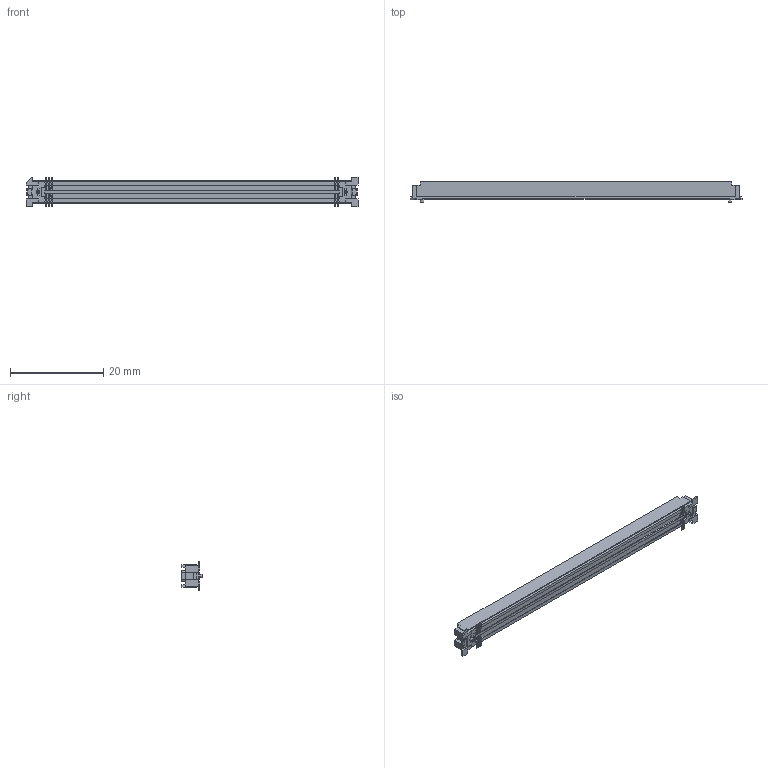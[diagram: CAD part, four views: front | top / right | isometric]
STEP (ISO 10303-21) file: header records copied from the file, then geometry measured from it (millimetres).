
FILE_DESCRIPTION((''),'2;1');
FILE_NAME('527602009','2007-11-15T',('sbh'),(''),'PRO/ENGINEER BY PARAMETRIC TECHNOLOGY CORPORATION, 2003451','PRO/ENGINEER BY PARAMETRIC TECHNOLOGY CORPORATION, 2003451','');
FILE_SCHEMA(('CONFIG_CONTROL_DESIGN'));
Length unit declared in the file: millimetre
Products named in the file (1): 527602009
Bounding box: 71.37 x 4.6 x 6.4 mm (x, y, z)
Volume: 900.1 mm3; surface area: 2247.8 mm2
Topology: 1 solids, 1 shells, 660 faces, 1995 edges, 1334 vertices
Faces by surface type: plane 530, cylinder 126, cone 4
Entity records: 22136 total; most frequent: CARTESIAN_POINT 3934, ORIENTED_EDGE 3882, DIRECTION 3585, EDGE_CURVE 1941, VECTOR 1727, LINE 1727, VERTEX_POINT 1278, AXIS2_PLACEMENT_3D 929
